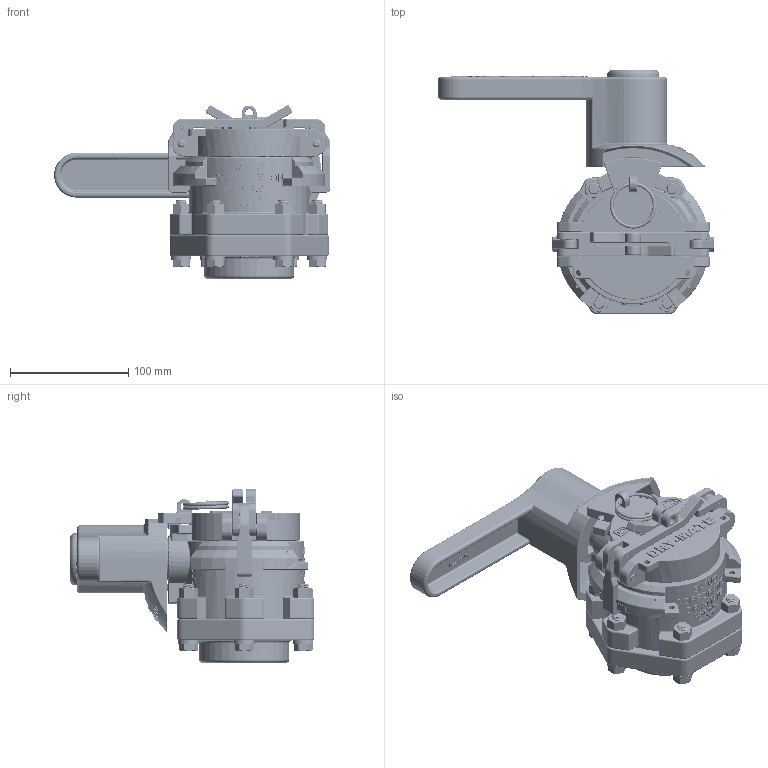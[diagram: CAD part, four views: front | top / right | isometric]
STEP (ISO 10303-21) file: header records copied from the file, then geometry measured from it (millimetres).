
FILE_DESCRIPTION(/* description */ ('2" FP Poly DM Male Body Molded'),/* implementation_level */ '2;1');
FILE_NAME(/* name */ 'DM220A.stp',/* time_stamp */ '2014-10-02T07:50:02-04:00',/* author */ ('areid'),/* organization */ (''),/* preprocessor_version */ 'ST-DEVELOPER v15.2',/* originating_system */ 'Autodesk Inventor 2014',/* authorisation */ '');
FILE_SCHEMA (('AUTOMOTIVE_DESIGN { 1 0 10303 214 3 1 1 }'));
Length unit declared in the file: inch
Products named in the file (39): DM25254MX; DM25254MY; DM25254M; DM25153M; DM25255X; DM25255M; DM25255; VX25256; V25256; DM25256SPX; DM25256SP; V25258A; DM25258A; V25264; V25060; DM25288M; DB20281; DM25006; DP02050; V20010SS; V20019; V20018; V25121; V25020; V25151BX; VS25151B; VS25151C; A020V; DM220AX; DM220CAPX; DM25011; DM25012; DM25016; 150RING; 200P; MLS234GV; DM220CAP; V25502; DM220A
Bounding box: 233.5 x 207.14 x 146.75 mm (x, y, z)
Volume: 1079810.9 mm3; surface area: 377441.7 mm2
Topology: 53 solids, 53 shells, 5814 faces, 14258 edges, 8795 vertices
Faces by surface type: plane 2077, cylinder 1425, bspline 1130, cone 672, torus 372, sphere 138
Full cylindrical faces by diameter (mm): 2.083 x4, 2.184 x4, 3.175 x1, 3.302 x4, 5.08 x4, 5.334 x2, 6.325 x2, 6.35 x11, 6.528 x2, 6.604 x8, 7.798 x1, 9.525 x1, 10.312 x13, 14.275 x1, 23.495 x2, 25.4 x2, 25.527 x3, 25.806 x1, 31.75 x3, 33.02 x1, 34.392 x1, 35.56 x1, 38.1 x4, 42.545 x1, 43.18 x3, 44.45 x1, 48.26 x1, 50.8 x1, 51.562 x1, 52.07 x2
Entity records: 200452 total; most frequent: CARTESIAN_POINT 101676, ORIENTED_EDGE 21626, DIRECTION 17649, EDGE_CURVE 10811, VERTEX_POINT 6955, AXIS2_PLACEMENT_3D 6055, LINE 5539, VECTOR 5539
